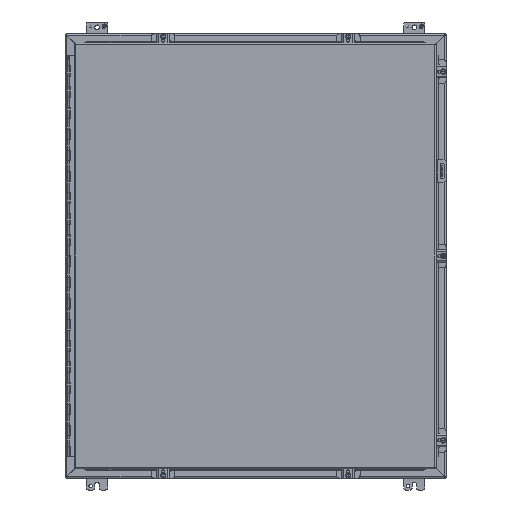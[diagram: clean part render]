
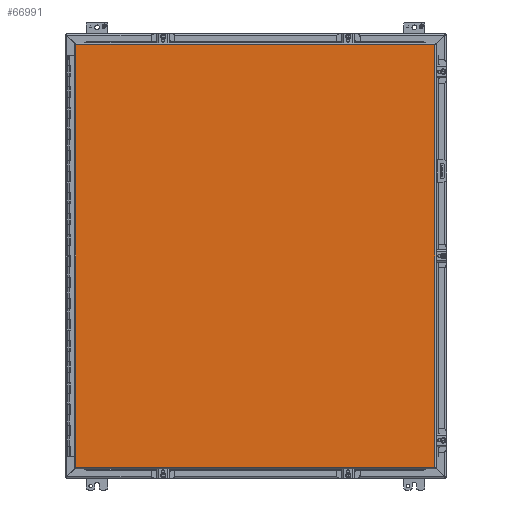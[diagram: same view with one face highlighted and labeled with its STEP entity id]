
A CAD part, front view. The second image highlights one B-rep face of the part: STEP entity #66991.
In plain terms, the highlighted planar face has unit normal (0, -1, 0).
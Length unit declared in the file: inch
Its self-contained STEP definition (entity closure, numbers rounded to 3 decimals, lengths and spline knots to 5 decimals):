
#1460 = CARTESIAN_POINT ( 'NONE',  ( 16.955, -9.21, 19.9945 ) ) ;
#3296 = CARTESIAN_POINT ( 'NONE',  ( 16.955, -9.21, -19.9945 ) ) ;
#5563 = ORIENTED_EDGE ( 'NONE', *, *, #35422, .F. ) ;
#7669 = VERTEX_POINT ( 'NONE', #1460 ) ;
#7966 = VECTOR ( 'NONE', #18142, 39.37008 ) ;
#16118 = VECTOR ( 'NONE', #25694, 39.37008 ) ;
#18142 = DIRECTION ( 'NONE',  ( 0., 0., -1. ) ) ;
#19301 = DIRECTION ( 'NONE',  ( 0., 0., -1. ) ) ;
#21162 = ORIENTED_EDGE ( 'NONE', *, *, #59255, .F. ) ;
#25694 = DIRECTION ( 'NONE',  ( -1., 0., 0. ) ) ;
#29122 = VERTEX_POINT ( 'NONE', #34176 ) ;
#30838 = CARTESIAN_POINT ( 'NONE',  ( -17.017, -9.21, -19.9945 ) ) ;
#33915 = LINE ( 'NONE', #39486, #59660 ) ;
#34176 = CARTESIAN_POINT ( 'NONE',  ( 16.955, -9.21, -19.9945 ) ) ;
#34497 = EDGE_LOOP ( 'NONE', ( #21162, #59824, #5563, #41214 ) ) ;
#35422 = EDGE_CURVE ( 'NONE', #47581, #69343, #33915, .T. ) ;
#36095 = EDGE_CURVE ( 'NONE', #69343, #7669, #42984, .T. ) ;
#37196 = PLANE ( 'NONE',  #46887 ) ;
#37794 = CARTESIAN_POINT ( 'NONE',  ( 16.955, -9.21, 19.9945 ) ) ;
#38124 = CARTESIAN_POINT ( 'NONE',  ( -17.017, -9.21, -19.9945 ) ) ;
#39486 = CARTESIAN_POINT ( 'NONE',  ( -17.017, -9.21, -19.9945 ) ) ;
#40432 = EDGE_CURVE ( 'NONE', #29122, #47581, #54409, .T. ) ;
#41214 = ORIENTED_EDGE ( 'NONE', *, *, #40432, .F. ) ;
#42442 = DIRECTION ( 'NONE',  ( 0., -1., 0. ) ) ;
#42984 = LINE ( 'NONE', #49321, #72804 ) ;
#44731 = DIRECTION ( 'NONE',  ( 0., 0., 1. ) ) ;
#46887 = AXIS2_PLACEMENT_3D ( 'NONE', #30838, #42442, #19301 ) ;
#47302 = CARTESIAN_POINT ( 'NONE',  ( -17.017, -9.21, 19.9945 ) ) ;
#47581 = VERTEX_POINT ( 'NONE', #38124 ) ;
#48734 = FACE_OUTER_BOUND ( 'NONE', #34497, .T. ) ;
#49321 = CARTESIAN_POINT ( 'NONE',  ( -17.017, -9.21, 19.9945 ) ) ;
#49682 = DIRECTION ( 'NONE',  ( 1., 0., 0. ) ) ;
#54409 = LINE ( 'NONE', #3296, #16118 ) ;
#59255 = EDGE_CURVE ( 'NONE', #7669, #29122, #66127, .T. ) ;
#59660 = VECTOR ( 'NONE', #44731, 39.37008 ) ;
#59824 = ORIENTED_EDGE ( 'NONE', *, *, #36095, .F. ) ;
#66127 = LINE ( 'NONE', #37794, #7966 ) ;
#66991 = ADVANCED_FACE ( 'NONE', ( #48734 ), #37196, .T. ) ;
#69343 = VERTEX_POINT ( 'NONE', #47302 ) ;
#72804 = VECTOR ( 'NONE', #49682, 39.37008 ) ;
